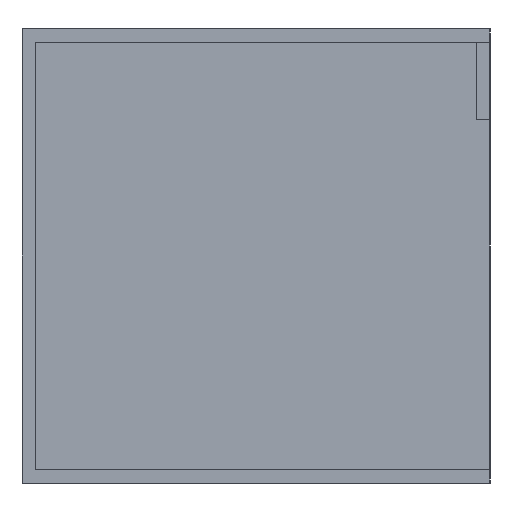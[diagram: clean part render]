
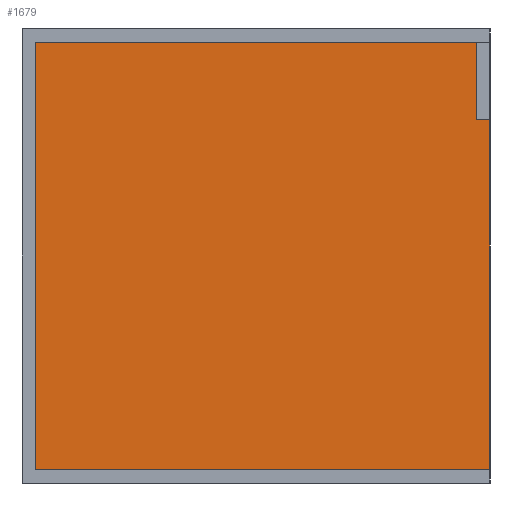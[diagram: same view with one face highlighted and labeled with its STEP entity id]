
A CAD part, left-side view. The second image highlights one B-rep face of the part: STEP entity #1679.
In plain terms, the highlighted planar face has unit normal (-1, 0, 0).
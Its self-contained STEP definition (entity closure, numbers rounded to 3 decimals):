
#53 = EDGE_LOOP ( 'NONE', ( #928, #835, #993, #1179, #671, #1148 ) ) ;
#131 = DIRECTION ( 'NONE',  ( 0., 0., -1. ) ) ;
#167 = VERTEX_POINT ( 'NONE', #711 ) ;
#258 = PLANE ( 'NONE',  #556 ) ;
#288 = VECTOR ( 'NONE', #960, 1000. ) ;
#454 = EDGE_CURVE ( 'NONE', #167, #1110, #1054, .T. ) ;
#471 = VECTOR ( 'NONE', #1442, 1000. ) ;
#515 = LINE ( 'NONE', #1708, #1751 ) ;
#553 = VERTEX_POINT ( 'NONE', #1400 ) ;
#556 = AXIS2_PLACEMENT_3D ( 'NONE', #1289, #1898, #131 ) ;
#568 = DIRECTION ( 'NONE',  ( 0., -1., 0. ) ) ;
#609 = EDGE_CURVE ( 'NONE', #782, #1877, #959, .T. ) ;
#671 = ORIENTED_EDGE ( 'NONE', *, *, #1759, .F. ) ;
#681 = CARTESIAN_POINT ( 'NONE',  ( -18.5, 0.15, 2.35 ) ) ;
#697 = CARTESIAN_POINT ( 'NONE',  ( -18.5, 0.15, 2.35 ) ) ;
#711 = CARTESIAN_POINT ( 'NONE',  ( -18.5, 5., 2.35 ) ) ;
#730 = CARTESIAN_POINT ( 'NONE',  ( -18.5, 5., 2.35 ) ) ;
#738 = CARTESIAN_POINT ( 'NONE',  ( -18.5, 5., -2.35 ) ) ;
#782 = VERTEX_POINT ( 'NONE', #738 ) ;
#792 = CARTESIAN_POINT ( 'NONE',  ( -18.5, 0.15, 1.5 ) ) ;
#817 = FACE_OUTER_BOUND ( 'NONE', #53, .T. ) ;
#835 = ORIENTED_EDGE ( 'NONE', *, *, #1623, .F. ) ;
#928 = ORIENTED_EDGE ( 'NONE', *, *, #1253, .T. ) ;
#959 = LINE ( 'NONE', #1594, #1423 ) ;
#960 = DIRECTION ( 'NONE',  ( 0., -1., 0. ) ) ;
#993 = ORIENTED_EDGE ( 'NONE', *, *, #1603, .F. ) ;
#1026 = VECTOR ( 'NONE', #1261, 1000. ) ;
#1054 = LINE ( 'NONE', #1829, #288 ) ;
#1067 = LINE ( 'NONE', #681, #1026 ) ;
#1110 = VERTEX_POINT ( 'NONE', #697 ) ;
#1148 = ORIENTED_EDGE ( 'NONE', *, *, #609, .T. ) ;
#1179 = ORIENTED_EDGE ( 'NONE', *, *, #454, .F. ) ;
#1221 = LINE ( 'NONE', #1710, #1354 ) ;
#1253 = EDGE_CURVE ( 'NONE', #1877, #553, #1221, .T. ) ;
#1261 = DIRECTION ( 'NONE',  ( 0., 0., -1. ) ) ;
#1289 = CARTESIAN_POINT ( 'NONE',  ( -18.5, 5., 2.35 ) ) ;
#1340 = CARTESIAN_POINT ( 'NONE',  ( -18.5, 0., -2.35 ) ) ;
#1354 = VECTOR ( 'NONE', #1863, 1000. ) ;
#1400 = CARTESIAN_POINT ( 'NONE',  ( -18.5, 0., 1.5 ) ) ;
#1423 = VECTOR ( 'NONE', #568, 1000. ) ;
#1442 = DIRECTION ( 'NONE',  ( 0., 0., 1. ) ) ;
#1486 = VERTEX_POINT ( 'NONE', #792 ) ;
#1594 = CARTESIAN_POINT ( 'NONE',  ( -18.5, 5., -2.35 ) ) ;
#1603 = EDGE_CURVE ( 'NONE', #1110, #1486, #1067, .T. ) ;
#1623 = EDGE_CURVE ( 'NONE', #1486, #553, #515, .T. ) ;
#1679 = ADVANCED_FACE ( 'NONE', ( #817 ), #258, .F. ) ;
#1708 = CARTESIAN_POINT ( 'NONE',  ( -18.5, 0.15, 1.5 ) ) ;
#1710 = CARTESIAN_POINT ( 'NONE',  ( -18.5, 0., 2.35 ) ) ;
#1751 = VECTOR ( 'NONE', #1861, 1000. ) ;
#1759 = EDGE_CURVE ( 'NONE', #782, #167, #1865, .T. ) ;
#1829 = CARTESIAN_POINT ( 'NONE',  ( -18.5, 5., 2.35 ) ) ;
#1861 = DIRECTION ( 'NONE',  ( 0., -1., 0. ) ) ;
#1863 = DIRECTION ( 'NONE',  ( 0., 0., 1. ) ) ;
#1865 = LINE ( 'NONE', #730, #471 ) ;
#1877 = VERTEX_POINT ( 'NONE', #1340 ) ;
#1898 = DIRECTION ( 'NONE',  ( 1., 0., 0. ) ) ;
